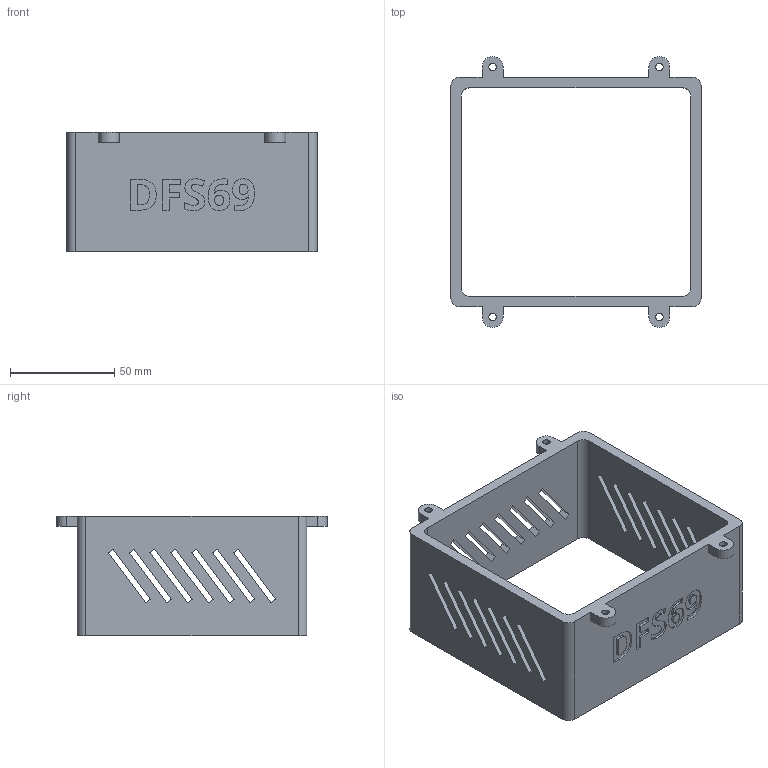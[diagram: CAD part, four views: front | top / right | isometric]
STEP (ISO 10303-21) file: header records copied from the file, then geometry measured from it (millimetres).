
FILE_DESCRIPTION(/* description */ ('STEP AP203'),/* implementation_level */ '2;1');
FILE_NAME(/* name */ '63ee52a58f9af21504b81e09',/* time_stamp */ '2023-02-16T15:58:30+00:00',/* author */ (''),/* organization */ (''),/* preprocessor_version */ 'ST-DEVELOPER v18.102',/* originating_system */ ' ',/* authorisation */ ' ');
FILE_SCHEMA (('CONFIG_CONTROL_DESIGN'));
Length unit declared in the file: metre
Products named in the file (1): Base
Bounding box: 120 x 130 x 57.5 mm (x, y, z)
Volume: 117496.3 mm3; surface area: 59127.7 mm2
Topology: 1 solids, 1 shells, 263 faces, 751 edges, 502 vertices
Faces by surface type: plane 168, bspline 79, cylinder 16
Full cylindrical faces by diameter (mm): 3.6 x4
Entity records: 8827 total; most frequent: CARTESIAN_POINT 2374, ORIENTED_EDGE 1486, DIRECTION 987, EDGE_CURVE 743, LINE 553, VECTOR 553, VERTEX_POINT 498, EDGE_LOOP 333
